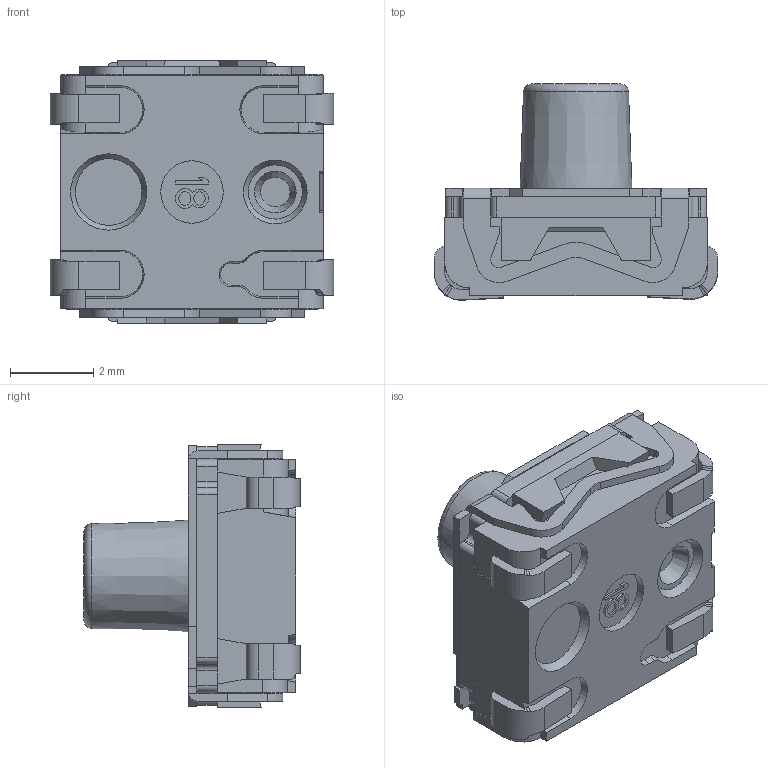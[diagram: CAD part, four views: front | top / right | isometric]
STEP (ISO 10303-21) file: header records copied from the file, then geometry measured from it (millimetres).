
FILE_DESCRIPTION( ( 'STEP AP214' ), '1' );
FILE_NAME( 'psolqas0958315973.stp', '2018-10-29T08:58:31', ( '' ), ( '' ), ' ', 'PARTsolutions', ' ' );
FILE_SCHEMA( ( 'AUTOMOTIVE_DESIGN { 1 0 10303 214 1 1 1 1 }' ) );
Length unit declared in the file: metre
Products named in the file (1): 1
Bounding box: 6.8 x 5.19 x 6.3 mm (x, y, z)
Volume: 106.1 mm3; surface area: 203.3 mm2
Topology: 1 solids, 1 shells, 534 faces, 1544 edges, 1014 vertices
Faces by surface type: plane 437, cylinder 67, bspline 18, cone 10, torus 2
Full cylindrical faces by diameter (mm): 1.5 x1, 3.28 x1
Entity records: 29748 total; most frequent: CARTESIAN_POINT 3842, ORIENTED_EDGE 3060, DIRECTION 2664, STYLED_ITEM 2064, PRESENTATION_STYLE_ASSIGNMENT 2064, COLOUR_RGB 2064, EDGE_CURVE 1530, CURVE_STYLE 1530
